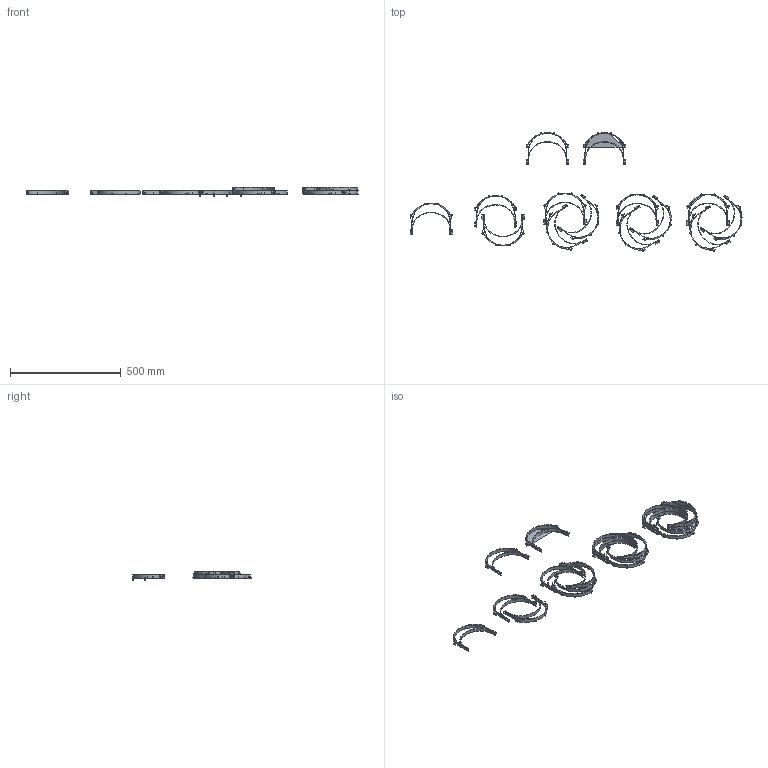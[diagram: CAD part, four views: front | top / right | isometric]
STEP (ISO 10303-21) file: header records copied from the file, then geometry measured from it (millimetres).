
FILE_DESCRIPTION(/* description */ (''),/* implementation_level */ '2;1');
FILE_NAME(/* name */ 'prusa-rc3-allstack.step',/* time_stamp */ '2020-04-19T15:34:50-04:00',/* author */ (''),/* organization */ (''),/* preprocessor_version */ 'ST-DEVELOPER v18.1',/* originating_system */ 'Autodesk Translation Framework v9.2.0.1227',/* authorisation */ '');
FILE_SCHEMA (('AUTOMOTIVE_DESIGN { 1 0 10303 214 3 1 1 }'));
Products named in the file (8): covid19-rc3-enhanced-allstack; master bottom; master top; 1-pc; 2-pc; 3-pc; 4-pc; 5-pc
Assembly tree (7 placements, depth 2):
  covid19-rc3-enhanced-allstack
    master bottom
    master top
    1-pc
    2-pc
    3-pc
    4-pc
    5-pc
Bounding box: 1500.18 x 538.42 x 43.2 mm (x, y, z)
Volume: 525959.3 mm3; surface area: 441138.4 mm2
Topology: 17 solids, 17 shells, 1782 faces, 4702 edges, 2988 vertices
Faces by surface type: plane 1034, cylinder 556, cone 184, bspline 8
Entity records: 55853 total; most frequent: CARTESIAN_POINT 10075, DIRECTION 10028, ORIENTED_EDGE 9404, EDGE_CURVE 4702, AXIS2_PLACEMENT_3D 3585, VERTEX_POINT 2988, LINE 2858, VECTOR 2858
